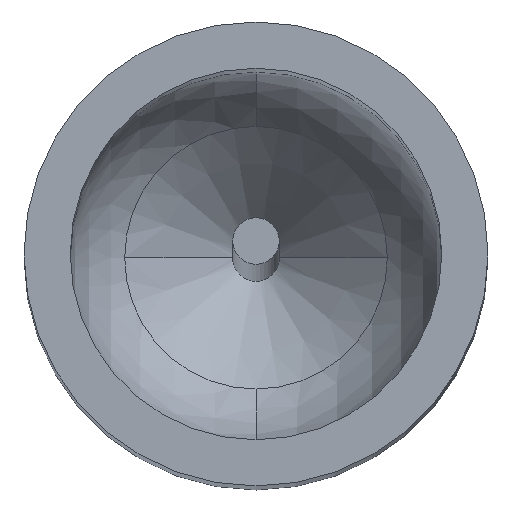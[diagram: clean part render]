
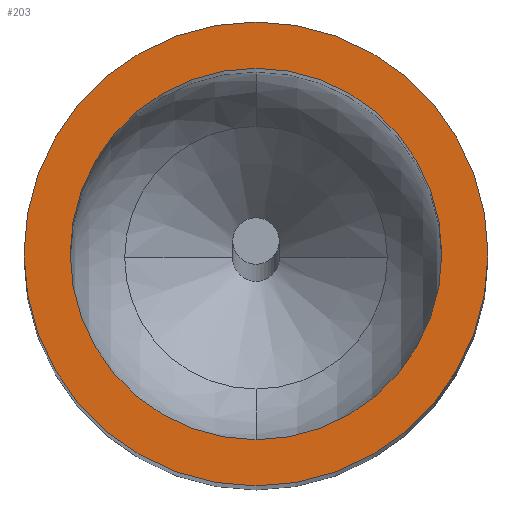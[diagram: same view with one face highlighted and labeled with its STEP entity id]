
A CAD part, top view. The second image highlights one B-rep face of the part: STEP entity #203.
In plain terms, the highlighted planar face has unit normal (0, 0, 1).
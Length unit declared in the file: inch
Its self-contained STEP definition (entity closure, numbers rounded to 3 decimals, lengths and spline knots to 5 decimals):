
#18 = DIRECTION ( 'NONE',  ( 0., 0., -1. ) ) ;
#19 = CARTESIAN_POINT ( 'NONE',  ( -1.70995, 0.54347, 0.6461 ) ) ;
#27 = DIRECTION ( 'NONE',  ( 0., 0., 1. ) ) ;
#28 = DIRECTION ( 'NONE',  ( -1., 0., 0. ) ) ;
#33 = VERTEX_POINT ( 'NONE', #543 ) ;
#36 = DIRECTION ( 'NONE',  ( 1., 0., 0. ) ) ;
#42 = CIRCLE ( 'NONE', #278, 0.02459 ) ;
#73 = ORIENTED_EDGE ( 'NONE', *, *, #101, .T. ) ;
#101 = EDGE_CURVE ( 'NONE', #491, #152, #127, .T. ) ;
#126 = ORIENTED_EDGE ( 'NONE', *, *, #427, .T. ) ;
#127 = CIRCLE ( 'NONE', #170, 0.01969 ) ;
#129 = CIRCLE ( 'NONE', #479, 0.02459 ) ;
#132 = AXIS2_PLACEMENT_3D ( 'NONE', #171, #18, #28 ) ;
#134 = DIRECTION ( 'NONE',  ( -1., 0., 0. ) ) ;
#136 = PLANE ( 'NONE',  #423 ) ;
#152 = VERTEX_POINT ( 'NONE', #263 ) ;
#162 = ORIENTED_EDGE ( 'NONE', *, *, #534, .T. ) ;
#170 = AXIS2_PLACEMENT_3D ( 'NONE', #360, #456, #134 ) ;
#171 = CARTESIAN_POINT ( 'NONE',  ( -1.68536, 0.54347, 0.6461 ) ) ;
#172 = DIRECTION ( 'NONE',  ( 1., 0., 0. ) ) ;
#176 = CARTESIAN_POINT ( 'NONE',  ( -1.70505, 0.54347, 0.6461 ) ) ;
#197 = CARTESIAN_POINT ( 'NONE',  ( -1.68536, 0.54347, 0.6461 ) ) ;
#203 = ADVANCED_FACE ( 'NONE', ( #535, #389 ), #136, .T. ) ;
#216 = ORIENTED_EDGE ( 'NONE', *, *, #290, .T. ) ;
#263 = CARTESIAN_POINT ( 'NONE',  ( -1.66568, 0.54347, 0.6461 ) ) ;
#278 = AXIS2_PLACEMENT_3D ( 'NONE', #197, #509, #172 ) ;
#290 = EDGE_CURVE ( 'NONE', #152, #491, #383, .T. ) ;
#334 = DIRECTION ( 'NONE',  ( 1., 0., 0. ) ) ;
#344 = VERTEX_POINT ( 'NONE', #19 ) ;
#352 = EDGE_LOOP ( 'NONE', ( #126, #162 ) ) ;
#360 = CARTESIAN_POINT ( 'NONE',  ( -1.68536, 0.54347, 0.6461 ) ) ;
#374 = CARTESIAN_POINT ( 'NONE',  ( -1.68536, 0.54347, 0.6461 ) ) ;
#383 = CIRCLE ( 'NONE', #132, 0.01969 ) ;
#389 = FACE_OUTER_BOUND ( 'NONE', #352, .T. ) ;
#408 = EDGE_LOOP ( 'NONE', ( #73, #216 ) ) ;
#423 = AXIS2_PLACEMENT_3D ( 'NONE', #483, #27, #36 ) ;
#427 = EDGE_CURVE ( 'NONE', #33, #344, #42, .T. ) ;
#444 = DIRECTION ( 'NONE',  ( 0., 0., 1. ) ) ;
#456 = DIRECTION ( 'NONE',  ( 0., 0., -1. ) ) ;
#479 = AXIS2_PLACEMENT_3D ( 'NONE', #374, #444, #334 ) ;
#483 = CARTESIAN_POINT ( 'NONE',  ( -1.68536, 0.54347, 0.6461 ) ) ;
#491 = VERTEX_POINT ( 'NONE', #176 ) ;
#509 = DIRECTION ( 'NONE',  ( 0., 0., 1. ) ) ;
#534 = EDGE_CURVE ( 'NONE', #344, #33, #129, .T. ) ;
#535 = FACE_BOUND ( 'NONE', #408, .T. ) ;
#543 = CARTESIAN_POINT ( 'NONE',  ( -1.66077, 0.54347, 0.6461 ) ) ;
